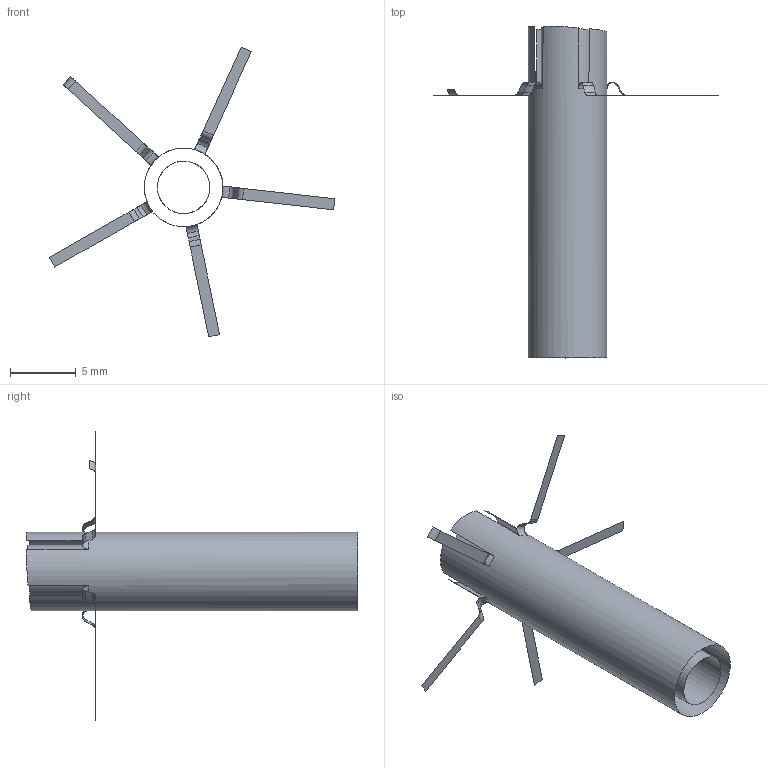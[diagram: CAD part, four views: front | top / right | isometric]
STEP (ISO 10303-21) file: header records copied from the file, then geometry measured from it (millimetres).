
FILE_DESCRIPTION(('Open CASCADE Model'),'2;1');
FILE_NAME('Open CASCADE Shape Model','2025-10-21T21:37:34',('Author'),( 'Open CASCADE'),'Open CASCADE STEP processor 7.7','Open CASCADE 7.7' ,'Unknown');
FILE_SCHEMA(('AUTOMOTIVE_DESIGN { 1 0 10303 214 1 1 1 1 }'));
Length unit declared in the file: millimetre
Products named in the file (29): Open CASCADE STEP translator 7.7 2; Open CASCADE STEP translator 7.7 2.1; Open CASCADE STEP translator 7.7 2.2; Open CASCADE STEP translator 7.7 2.3; Open CASCADE STEP translator 7.7 2.4; Open CASCADE STEP translator 7.7 2.5; Open CASCADE STEP translator 7.7 2.6; Open CASCADE STEP translator 7.7 2.7; Open CASCADE STEP translator 7.7 2.8; Open CASCADE STEP translator 7.7 2.9; Open CASCADE STEP translator 7.7 2.10; Open CASCADE STEP translator 7.7 2.11; Open CASCADE STEP translator 7.7 2.12; Open CASCADE STEP translator 7.7 2.13; Open CASCADE STEP translator 7.7 2.14; Open CASCADE STEP translator 7.7 2.15; Open CASCADE STEP translator 7.7 2.16; Open CASCADE STEP translator 7.7 2.17; Open CASCADE STEP translator 7.7 2.18; Open CASCADE STEP translator 7.7 2.19; Open CASCADE STEP translator 7.7 2.20; Open CASCADE STEP translator 7.7 2.21; Open CASCADE STEP translator 7.7 2.22; Open CASCADE STEP translator 7.7 2.23; Open CASCADE STEP translator 7.7 2.24; Open CASCADE STEP translator 7.7 2.25; Open CASCADE STEP translator 7.7 2.26; Open CASCADE STEP translator 7.7 2.27; Open CASCADE STEP translator 7.7 2.28
Assembly tree (28 placements, depth 2):
  Open CASCADE STEP translator 7.7 2
    Open CASCADE STEP translator 7.7 2.1
    Open CASCADE STEP translator 7.7 2.2
    Open CASCADE STEP translator 7.7 2.3
    Open CASCADE STEP translator 7.7 2.4
    Open CASCADE STEP translator 7.7 2.5
    Open CASCADE STEP translator 7.7 2.6
    Open CASCADE STEP translator 7.7 2.7
    Open CASCADE STEP translator 7.7 2.8
    Open CASCADE STEP translator 7.7 2.9
    Open CASCADE STEP translator 7.7 2.10
    Open CASCADE STEP translator 7.7 2.11
    Open CASCADE STEP translator 7.7 2.12
    Open CASCADE STEP translator 7.7 2.13
    Open CASCADE STEP translator 7.7 2.14
    Open CASCADE STEP translator 7.7 2.15
    Open CASCADE STEP translator 7.7 2.16
    Open CASCADE STEP translator 7.7 2.17
    Open CASCADE STEP translator 7.7 2.18
    Open CASCADE STEP translator 7.7 2.19
    Open CASCADE STEP translator 7.7 2.20
    Open CASCADE STEP translator 7.7 2.21
    Open CASCADE STEP translator 7.7 2.22
    Open CASCADE STEP translator 7.7 2.23
    Open CASCADE STEP translator 7.7 2.24
    Open CASCADE STEP translator 7.7 2.25
    Open CASCADE STEP translator 7.7 2.26
    Open CASCADE STEP translator 7.7 2.27
    Open CASCADE STEP translator 7.7 2.28
Bounding box: 21.77 x 25.3 x 22.08 mm (x, y, z)
Surface area: 806.6 mm2 (no closed solid volume)
Topology: 0 solids, 28 shells, 28 faces, 133 edges, 131 vertices
Faces by surface type: torus 15, plane 5, cone 5, cylinder 3
Full cylindrical faces by diameter (mm): 4 x1, 6 x1
Entity records: 3515 total; most frequent: CARTESIAN_POINT 1320, DIRECTION 338, ORIENTED_EDGE 135, PCURVE 135, DEFINITIONAL_REPRESENTATION 135, EDGE_CURVE 133, VERTEX_POINT 131, SURFACE_CURVE 131
